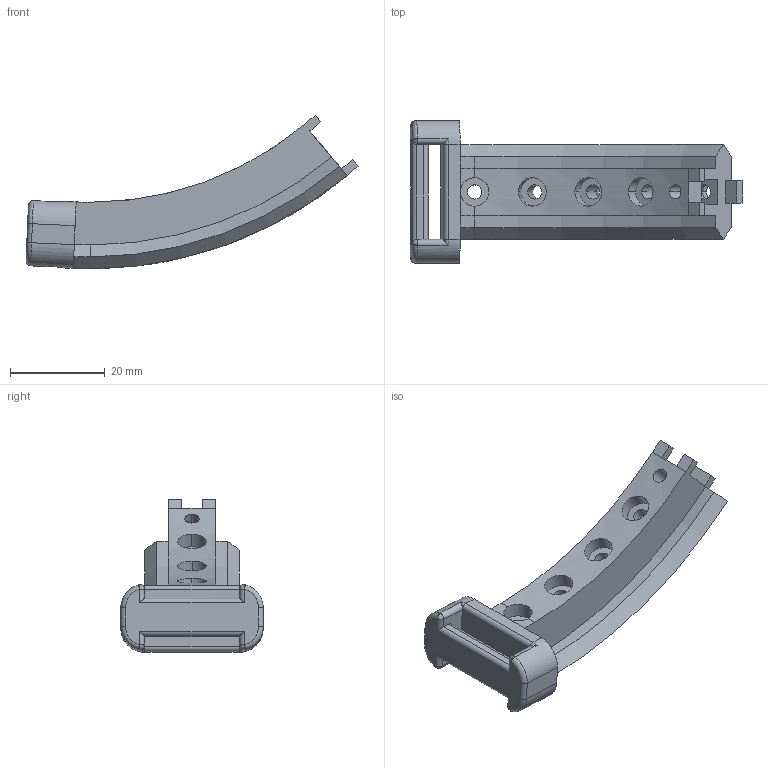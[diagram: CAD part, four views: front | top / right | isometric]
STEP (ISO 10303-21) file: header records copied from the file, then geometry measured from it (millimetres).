
FILE_DESCRIPTION (( 'STEP AP214' ), '1' );
FILE_NAME ('賑遠R70譫芛.', '2024-11-26T10:45:17', ( '' ), ( '' ), 'SwSTEP 2.0', 'SolidWorks 2024', '' );
FILE_SCHEMA (( 'AUTOMOTIVE_DESIGN' ));
Length unit declared in the file: millimetre
Products named in the file (1): 滑环R70母头
Bounding box: 69.9 x 30 x 32.31 mm (x, y, z)
Volume: 11650.4 mm3; surface area: 6527.3 mm2
Topology: 1 solids, 1 shells, 139 faces, 359 edges, 224 vertices
Faces by surface type: plane 67, cylinder 52, torus 8, sphere 6, cone 6
Entity records: 4592 total; most frequent: CARTESIAN_POINT 1189, ORIENTED_EDGE 710, DIRECTION 701, EDGE_CURVE 355, AXIS2_PLACEMENT_3D 246, VERTEX_POINT 224, LINE 209, VECTOR 209
